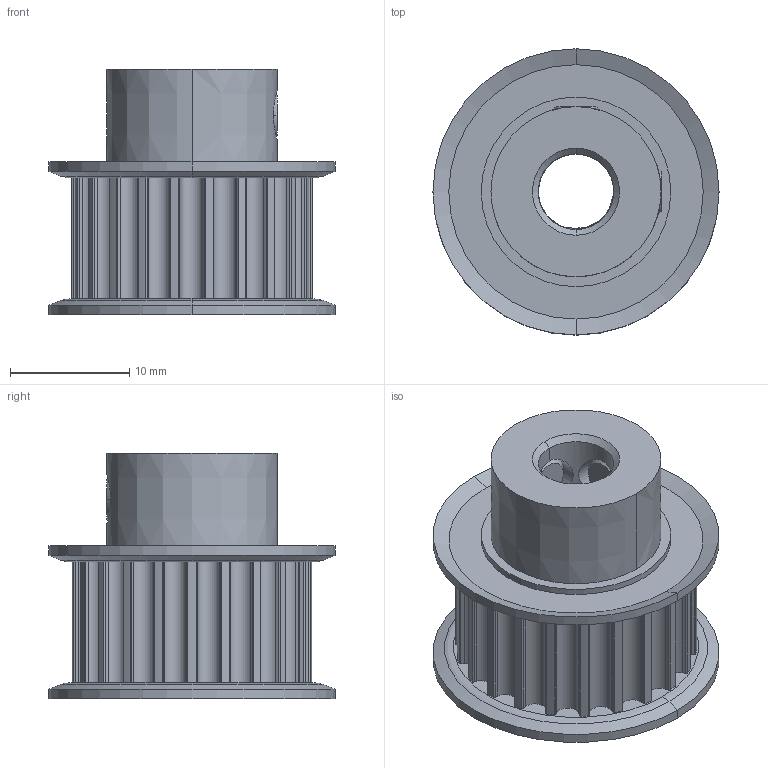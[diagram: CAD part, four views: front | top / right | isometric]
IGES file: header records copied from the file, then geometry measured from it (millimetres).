
Global section: file name: _cgs_temp_output.igs; native system: Creo Parametric by Parametric Technology Corporation; preprocessor: 2016360; author: SYSTEM; organization: Unknown; date: 20170924.114434; units: inch
Bounding box: 24 x 24 x 20.62 mm (x, y, z)
Volume: 4363.5 mm3; surface area: 3116.1 mm2
Topology: 1 solids, 1 shells, 201 faces, 554 edges, 364 vertices
Faces by surface type: revolution 176, bspline 25
